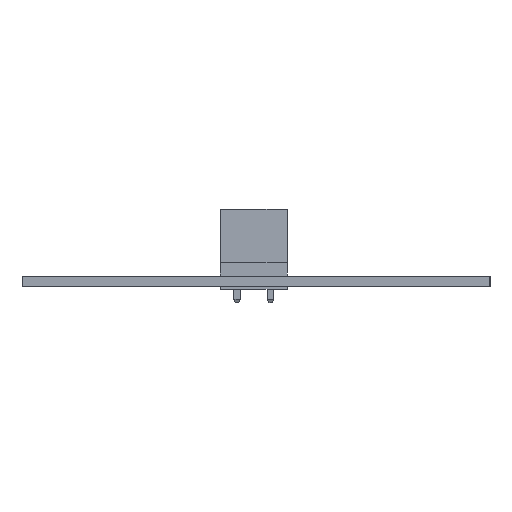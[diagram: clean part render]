
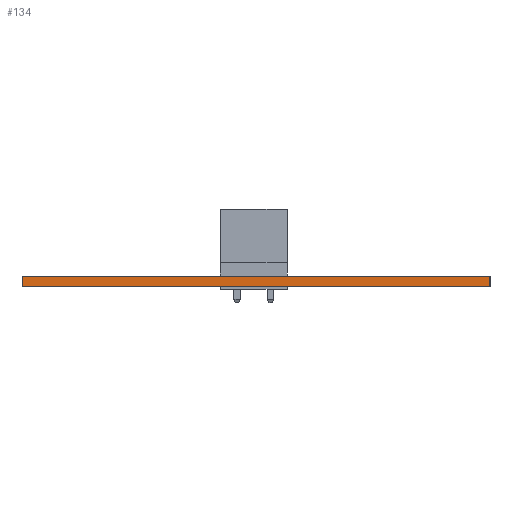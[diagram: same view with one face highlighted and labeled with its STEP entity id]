
A CAD part, left-side view. The second image highlights one B-rep face of the part: STEP entity #134.
In plain terms, the highlighted planar face has unit normal (-1, 0, 0).
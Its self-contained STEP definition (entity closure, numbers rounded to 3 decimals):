
#36 = EDGE_CURVE('',#37,#39,#41,.T.);
#37 = VERTEX_POINT('',#38);
#38 = CARTESIAN_POINT('',(17.462,-30.798,0.));
#39 = VERTEX_POINT('',#40);
#40 = CARTESIAN_POINT('',(17.462,-30.798,-1.59));
#41 = LINE('',#42,#43);
#42 = CARTESIAN_POINT('',(17.462,-30.798,0.));
#43 = VECTOR('',#44,1.);
#44 = DIRECTION('',(0.,0.,-1.));
#109 = VERTEX_POINT('',#110);
#110 = CARTESIAN_POINT('',(17.462,39.202,
    -1.59));
#116 = EDGE_CURVE('',#117,#109,#119,.T.);
#117 = VERTEX_POINT('',#118);
#118 = CARTESIAN_POINT('',(17.462,39.202,0.));
#119 = LINE('',#120,#121);
#120 = CARTESIAN_POINT('',(17.462,39.202,0.));
#121 = VECTOR('',#122,1.);
#122 = DIRECTION('',(0.,0.,-1.));
#134 = ADVANCED_FACE('',(#135),#151,.T.);
#135 = FACE_BOUND('',#136,.T.);
#136 = EDGE_LOOP('',(#137,#138,#144,#145));
#137 = ORIENTED_EDGE('',*,*,#116,.T.);
#138 = ORIENTED_EDGE('',*,*,#139,.T.);
#139 = EDGE_CURVE('',#109,#39,#140,.T.);
#140 = LINE('',#141,#142);
#141 = CARTESIAN_POINT('',(17.462,39.202,
    -1.59));
#142 = VECTOR('',#143,1.);
#143 = DIRECTION('',(0.,-1.,0.));
#144 = ORIENTED_EDGE('',*,*,#36,.F.);
#145 = ORIENTED_EDGE('',*,*,#146,.F.);
#146 = EDGE_CURVE('',#117,#37,#147,.T.);
#147 = LINE('',#148,#149);
#148 = CARTESIAN_POINT('',(17.462,39.202,0.));
#149 = VECTOR('',#150,1.);
#150 = DIRECTION('',(0.,-1.,0.));
#151 = PLANE('',#152);
#152 = AXIS2_PLACEMENT_3D('',#153,#154,#155);
#153 = CARTESIAN_POINT('',(17.462,39.202,0.));
#154 = DIRECTION('',(-1.,0.,0.));
#155 = DIRECTION('',(0.,-1.,0.));
